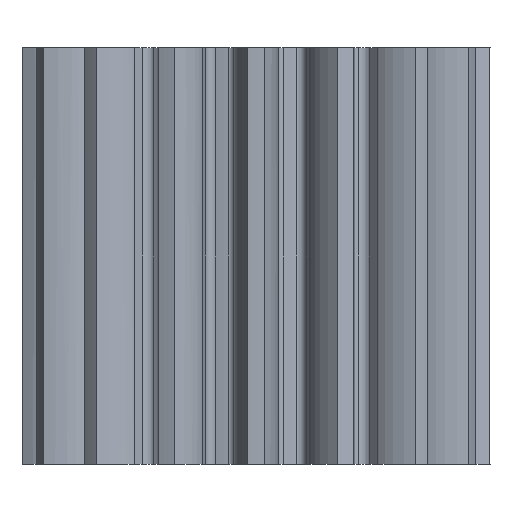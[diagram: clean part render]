
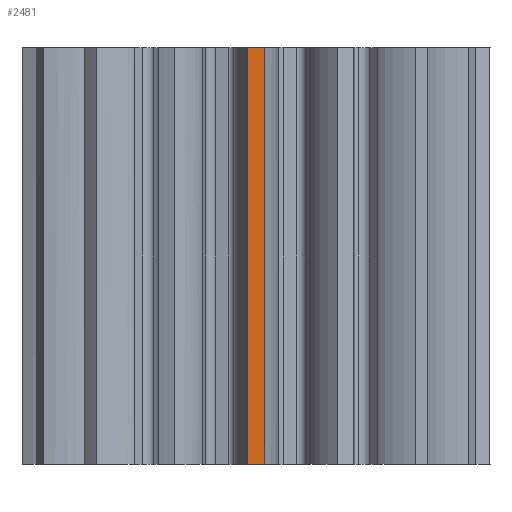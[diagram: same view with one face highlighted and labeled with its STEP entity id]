
A CAD part, front view. The second image highlights one B-rep face of the part: STEP entity #2481.
In plain terms, the highlighted cylindrical face has radius 5.625 mm (diameter 11.25 mm), a partial arc.
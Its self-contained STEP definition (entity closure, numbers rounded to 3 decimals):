
#217=FACE_OUTER_BOUND('',#348,.T.);
#348=EDGE_LOOP('',(#1852,#1853,#1854,#1855));
#567=LINE('',#6018,#760);
#568=LINE('',#6024,#761);
#760=VECTOR('',#3201,10.);
#761=VECTOR('',#3208,10.);
#863=CIRCLE('',#2686,5.625);
#864=CIRCLE('',#2687,5.625);
#1119=VERTEX_POINT('',#5866);
#1120=VERTEX_POINT('',#5942);
#1121=VERTEX_POINT('',#6020);
#1122=VERTEX_POINT('',#6022);
#1421=EDGE_CURVE('',#1119,#1120,#567,.T.);
#1422=EDGE_CURVE('',#1121,#1119,#863,.T.);
#1423=EDGE_CURVE('',#1122,#1120,#864,.T.);
#1424=EDGE_CURVE('',#1121,#1122,#568,.T.);
#1852=ORIENTED_EDGE('',*,*,#1422,.T.);
#1853=ORIENTED_EDGE('',*,*,#1421,.T.);
#1854=ORIENTED_EDGE('',*,*,#1423,.F.);
#1855=ORIENTED_EDGE('',*,*,#1424,.F.);
#2379=CYLINDRICAL_SURFACE('',#2685,5.625);
#2481=ADVANCED_FACE('',(#217),#2379,.T.);
#2685=AXIS2_PLACEMENT_3D('',#6019,#3202,#3203);
#2686=AXIS2_PLACEMENT_3D('',#6021,#3204,#3205);
#2687=AXIS2_PLACEMENT_3D('',#6023,#3206,#3207);
#3201=DIRECTION('',(0.,0.,1.));
#3202=DIRECTION('center_axis',(0.,0.,1.));
#3203=DIRECTION('ref_axis',(-0.037,-0.999,0.));
#3204=DIRECTION('center_axis',(0.,0.,1.));
#3205=DIRECTION('ref_axis',(-0.037,-0.999,0.));
#3206=DIRECTION('center_axis',(0.,0.,1.));
#3207=DIRECTION('ref_axis',(-0.037,-0.999,0.));
#3208=DIRECTION('',(0.,0.,1.));
#5866=CARTESIAN_POINT('',(0.208,-5.621,0.));
#5942=CARTESIAN_POINT('',(0.208,-5.621,10.));
#6018=CARTESIAN_POINT('',(0.208,-5.621,0.));
#6019=CARTESIAN_POINT('Origin',(0.,0.,
0.));
#6020=CARTESIAN_POINT('',(-0.208,-5.621,0.));
#6021=CARTESIAN_POINT('Origin',(0.,0.,
0.));
#6022=CARTESIAN_POINT('',(-0.208,-5.621,10.));
#6023=CARTESIAN_POINT('Origin',(0.,0.,
10.));
#6024=CARTESIAN_POINT('',(-0.208,-5.621,0.));
